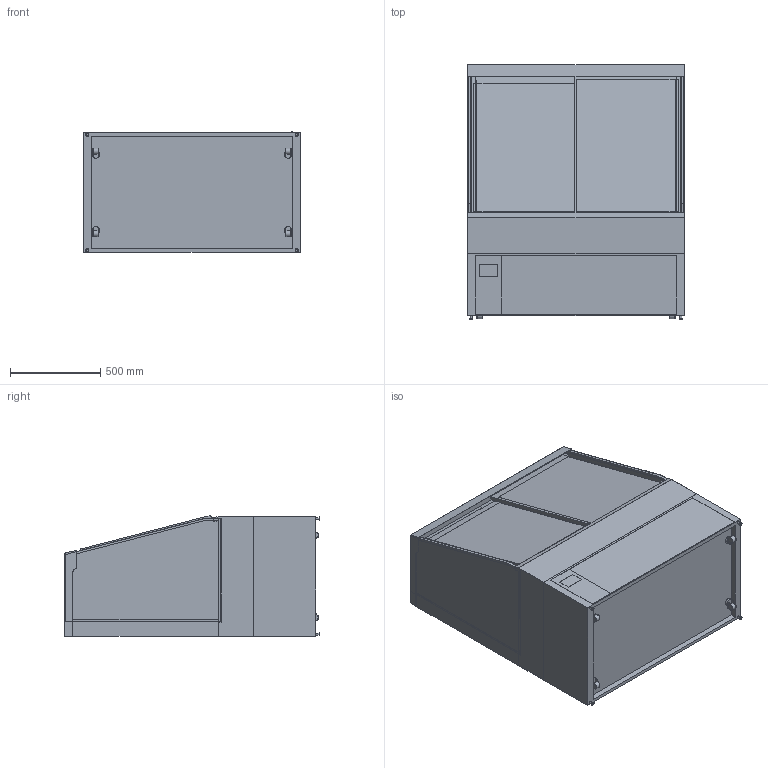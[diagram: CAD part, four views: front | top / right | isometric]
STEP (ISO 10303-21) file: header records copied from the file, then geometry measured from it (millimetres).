
FILE_DESCRIPTION(/* description */ ('vereinfachtes Modell '),/* implementation_level */ '2;1');
FILE_NAME(/* name */ '3D-AKE-00063255.stp',/* time_stamp */ '2024-11-04T11:06:07+01:00',/* author */ ('marina.schachner'),/* organization */ (''),/* preprocessor_version */ 'ST-DEVELOPER v20',/* originating_system */ 'Autodesk Inventor 2024',/* authorisation */ '');
FILE_SCHEMA (('AUTOMOTIVE_DESIGN { 1 0 10303 214 3 1 1 }'));
Length unit declared in the file: millimetre
Products named in the file (1): 3D-AKE-00063255
Bounding box: 1200 x 1410 x 666.75 mm (x, y, z)
Volume: 379174111.2 mm3; surface area: 23935084.2 mm2
Topology: 53 solids, 53 shells, 464 faces, 1044 edges, 690 vertices
Faces by surface type: plane 404, cylinder 60
Full cylindrical faces by diameter (mm): 12 x4, 18 x4, 33 x4, 43 x4
Entity records: 12761 total; most frequent: CARTESIAN_POINT 2199, DIRECTION 2094, ORIENTED_EDGE 2088, EDGE_CURVE 1044, LINE 924, VECTOR 924, VERTEX_POINT 690, AXIS2_PLACEMENT_3D 585
